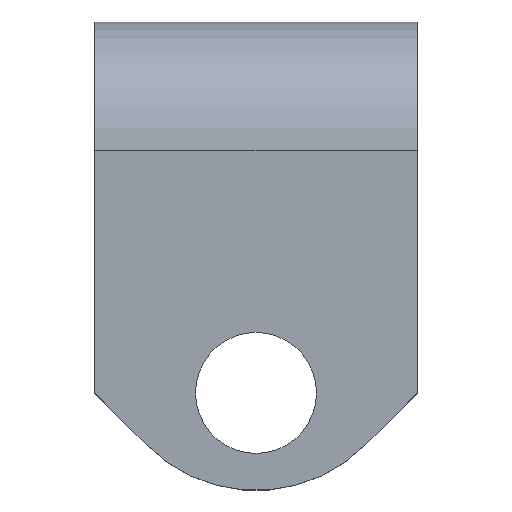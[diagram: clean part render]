
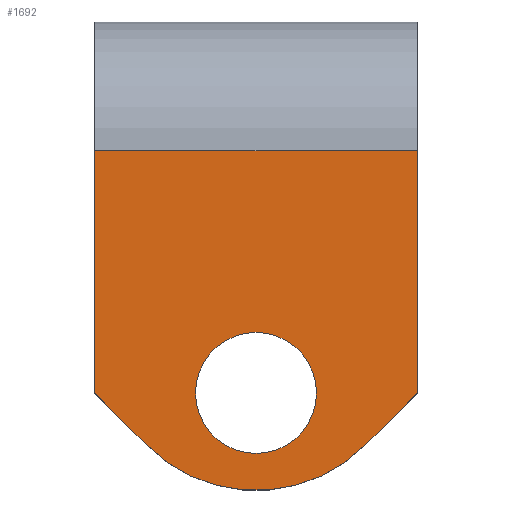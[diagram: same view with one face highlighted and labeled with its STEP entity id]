
A CAD part, top view. The second image highlights one B-rep face of the part: STEP entity #1692.
In plain terms, the highlighted planar face has unit normal (0, 0, 1).
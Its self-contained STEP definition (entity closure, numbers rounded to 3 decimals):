
#2 = DIRECTION ( 'NONE',  ( -1., 0., 0. ) ) ;
#24 = CARTESIAN_POINT ( 'NONE',  ( -13.5, -6.5, 0. ) ) ;
#73 = CARTESIAN_POINT ( 'NONE',  ( 0., 7., 0. ) ) ;
#90 = VECTOR ( 'NONE', #398, 1000. ) ;
#163 = EDGE_CURVE ( 'NONE', #1786, #1438, #1197, .T. ) ;
#175 = EDGE_LOOP ( 'NONE', ( #1274, #768 ) ) ;
#206 = AXIS2_PLACEMENT_3D ( 'NONE', #73, #684, #207 ) ;
#207 = DIRECTION ( 'NONE',  ( -1., 0., 0. ) ) ;
#262 = FACE_BOUND ( 'NONE', #175, .T. ) ;
#281 = VERTEX_POINT ( 'NONE', #594 ) ;
#300 = VERTEX_POINT ( 'NONE', #1469 ) ;
#323 = EDGE_CURVE ( 'NONE', #281, #1317, #644, .T. ) ;
#324 = VERTEX_POINT ( 'NONE', #1017 ) ;
#357 = DIRECTION ( 'NONE',  ( 0., 0., 1. ) ) ;
#384 = VECTOR ( 'NONE', #1367, 1000. ) ;
#398 = DIRECTION ( 'NONE',  ( 0., -1., 0. ) ) ;
#401 = EDGE_CURVE ( 'NONE', #1317, #1529, #1404, .T. ) ;
#402 = DIRECTION ( 'NONE',  ( 0.707, -0.707, 0. ) ) ;
#444 = CARTESIAN_POINT ( 'NONE',  ( 20., 30., 0. ) ) ;
#476 = DIRECTION ( 'NONE',  ( -1., 0., 0. ) ) ;
#515 = EDGE_CURVE ( 'NONE', #1089, #300, #1427, .T. ) ;
#594 = CARTESIAN_POINT ( 'NONE',  ( 20., 0., 0. ) ) ;
#609 = EDGE_CURVE ( 'NONE', #1438, #324, #1591, .T. ) ;
#644 = LINE ( 'NONE', #444, #384 ) ;
#682 = DIRECTION ( 'NONE',  ( 0.707, 0.707, 0. ) ) ;
#684 = DIRECTION ( 'NONE',  ( 0., 0., -1. ) ) ;
#703 = DIRECTION ( 'NONE',  ( 0., -1., 0. ) ) ;
#713 = LINE ( 'NONE', #1725, #1283 ) ;
#737 = VECTOR ( 'NONE', #2, 1000. ) ;
#768 = ORIENTED_EDGE ( 'NONE', *, *, #515, .F. ) ;
#782 = CARTESIAN_POINT ( 'NONE',  ( 0., 7.5, 0. ) ) ;
#829 = VECTOR ( 'NONE', #402, 1000. ) ;
#882 = ORIENTED_EDGE ( 'NONE', *, *, #401, .T. ) ;
#894 = DIRECTION ( 'NONE',  ( 0., 0., 1. ) ) ;
#904 = ORIENTED_EDGE ( 'NONE', *, *, #163, .T. ) ;
#929 = EDGE_CURVE ( 'NONE', #300, #1089, #1168, .T. ) ;
#1017 = CARTESIAN_POINT ( 'NONE',  ( 13.5, -6.5, 0. ) ) ;
#1044 = CARTESIAN_POINT ( 'NONE',  ( 20., 30., 0. ) ) ;
#1089 = VERTEX_POINT ( 'NONE', #782 ) ;
#1099 = FACE_OUTER_BOUND ( 'NONE', #1599, .T. ) ;
#1168 = CIRCLE ( 'NONE', #1806, 7.5 ) ;
#1197 = LINE ( 'NONE', #1749, #829 ) ;
#1241 = CARTESIAN_POINT ( 'NONE',  ( -20., 30., 0. ) ) ;
#1274 = ORIENTED_EDGE ( 'NONE', *, *, #929, .F. ) ;
#1283 = VECTOR ( 'NONE', #682, 1000. ) ;
#1317 = VERTEX_POINT ( 'NONE', #1044 ) ;
#1325 = ORIENTED_EDGE ( 'NONE', *, *, #1629, .T. ) ;
#1367 = DIRECTION ( 'NONE',  ( 0., 1., 0. ) ) ;
#1385 = CARTESIAN_POINT ( 'NONE',  ( 0., 7., 0. ) ) ;
#1401 = PLANE ( 'NONE',  #206 ) ;
#1404 = LINE ( 'NONE', #1639, #737 ) ;
#1420 = CARTESIAN_POINT ( 'NONE',  ( 0., 0., 0. ) ) ;
#1427 = CIRCLE ( 'NONE', #1816, 7.5 ) ;
#1438 = VERTEX_POINT ( 'NONE', #24 ) ;
#1442 = CARTESIAN_POINT ( 'NONE',  ( -20., 30., 0. ) ) ;
#1469 = CARTESIAN_POINT ( 'NONE',  ( 0., -7.5, 0. ) ) ;
#1473 = DIRECTION ( 'NONE',  ( 0., -1., 0. ) ) ;
#1525 = ORIENTED_EDGE ( 'NONE', *, *, #1839, .T. ) ;
#1529 = VERTEX_POINT ( 'NONE', #1241 ) ;
#1552 = ORIENTED_EDGE ( 'NONE', *, *, #609, .T. ) ;
#1591 = CIRCLE ( 'NONE', #1755, 19.092 ) ;
#1599 = EDGE_LOOP ( 'NONE', ( #882, #1525, #904, #1552, #1325, #1651 ) ) ;
#1629 = EDGE_CURVE ( 'NONE', #324, #281, #713, .T. ) ;
#1634 = LINE ( 'NONE', #1442, #90 ) ;
#1639 = CARTESIAN_POINT ( 'NONE',  ( -20., 30., 0. ) ) ;
#1651 = ORIENTED_EDGE ( 'NONE', *, *, #323, .T. ) ;
#1692 = ADVANCED_FACE ( 'NONE', ( #1099, #262 ), #1401, .F. ) ;
#1725 = CARTESIAN_POINT ( 'NONE',  ( 13.5, -6.5, 0. ) ) ;
#1749 = CARTESIAN_POINT ( 'NONE',  ( -20., 0., 0. ) ) ;
#1755 = AXIS2_PLACEMENT_3D ( 'NONE', #1385, #357, #476 ) ;
#1775 = CARTESIAN_POINT ( 'NONE',  ( 0., 0., 0. ) ) ;
#1786 = VERTEX_POINT ( 'NONE', #1884 ) ;
#1806 = AXIS2_PLACEMENT_3D ( 'NONE', #1775, #894, #1473 ) ;
#1816 = AXIS2_PLACEMENT_3D ( 'NONE', #1420, #1894, #703 ) ;
#1839 = EDGE_CURVE ( 'NONE', #1529, #1786, #1634, .T. ) ;
#1884 = CARTESIAN_POINT ( 'NONE',  ( -20., 0., 0. ) ) ;
#1894 = DIRECTION ( 'NONE',  ( 0., 0., 1. ) ) ;
